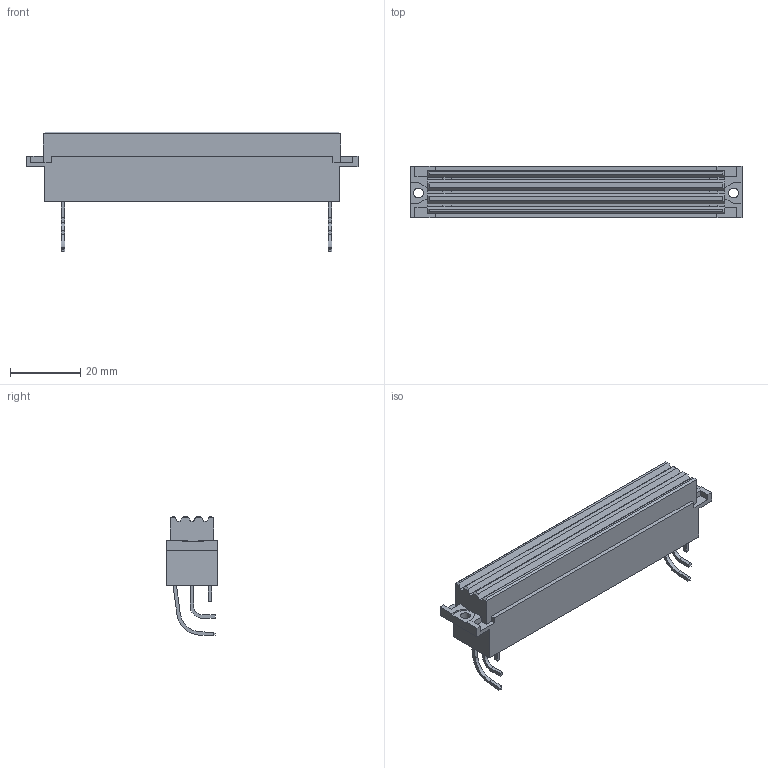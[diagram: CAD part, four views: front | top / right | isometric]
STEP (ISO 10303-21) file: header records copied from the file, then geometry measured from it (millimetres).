
FILE_DESCRIPTION(/* description */ (''),/* implementation_level */ '2;1');
FILE_NAME(/* name */ '100511860ugm000_a.stp',/* time_stamp */ '2013-01-17T13:54:03+01:00',/* author */ (''),/* organization */ (''),/* preprocessor_version */ 'ST-DEVELOPER v11',/* originating_system */ 'SIEMENS PLM Software NX 7.5',/* authorisation */ '');
FILE_SCHEMA (('AUTOMOTIVE_DESIGN { 1 0 10303 214 1 1 1 1 }'));
Length unit declared in the file: millimetre
Products named in the file (1): 100511860ugm000_a
Bounding box: 94.8 x 14.75 x 34.24 mm (x, y, z)
Volume: 23213.1 mm3; surface area: 7548.1 mm2
Topology: 1 solids, 1 shells, 160 faces, 446 edges, 313 vertices
Faces by surface type: plane 150, cylinder 10
Full cylindrical faces by diameter (mm): 2.8 x2
Entity records: 5805 total; most frequent: CARTESIAN_POINT 882, ORIENTED_EDGE 852, DIRECTION 788, EDGE_CURVE 426, LINE 422, VECTOR 422, VERTEX_POINT 276, AXIS2_PLACEMENT_3D 183
